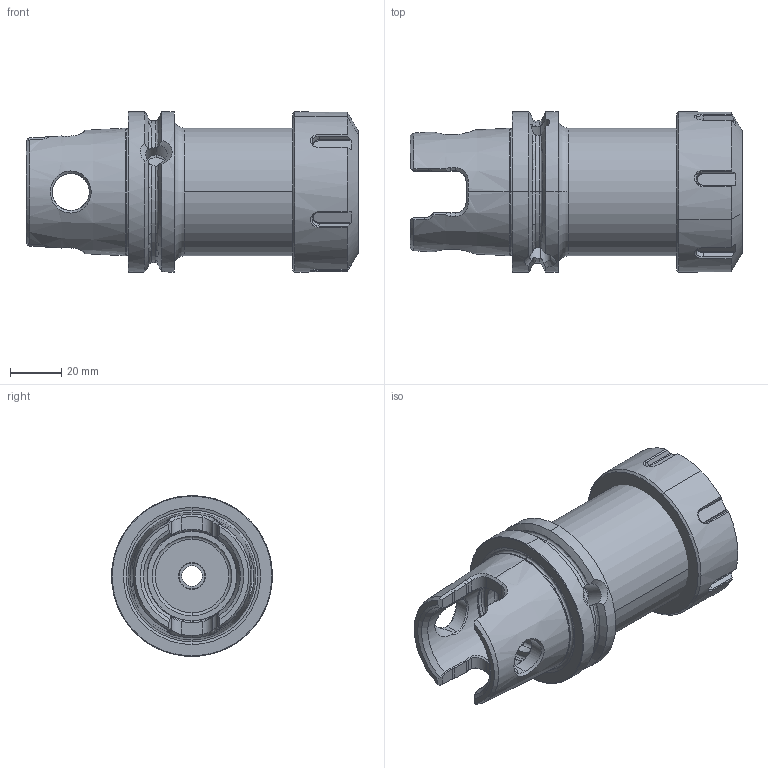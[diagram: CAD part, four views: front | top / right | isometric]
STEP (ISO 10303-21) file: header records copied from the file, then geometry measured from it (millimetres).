
FILE_DESCRIPTION (( 'STEP AP203' ), '1' );
FILE_NAME ('KY6.E40.K01.090.STEP', '2018-02-16T13:27:51', ( 'SWIAdmin' ), ( 'Hewlett-Packard Company' ), 'SwSTEP 2.0', 'SolidWorks 2017', '' );
FILE_SCHEMA (( 'CONFIG_CONTROL_DESIGN' ));
Length unit declared in the file: millimetre
Products named in the file (3): KY6-E40.K01.090_B; E40-ER1.001.025; KY6.E40.K01.090
Assembly tree (2 placements, depth 2):
  KY6.E40.K01.090
    KY6-E40.K01.090_B
    E40-ER1.001.025
Bounding box: 129.95 x 62.95 x 62.95 mm (x, y, z)
Volume: 184179.1 mm3; surface area: 45363.7 mm2
Topology: 2 solids, 2 shells, 305 faces, 770 edges, 475 vertices
Faces by surface type: plane 96, cone 67, cylinder 64, bspline 50, torus 28
Entity records: 12501 total; most frequent: CARTESIAN_POINT 5521, ORIENTED_EDGE 1540, DIRECTION 1176, EDGE_CURVE 770, VERTEX_POINT 475, AXIS2_PLACEMENT_3D 472, B_SPLINE_CURVE_WITH_KNOTS 326, EDGE_LOOP 319
